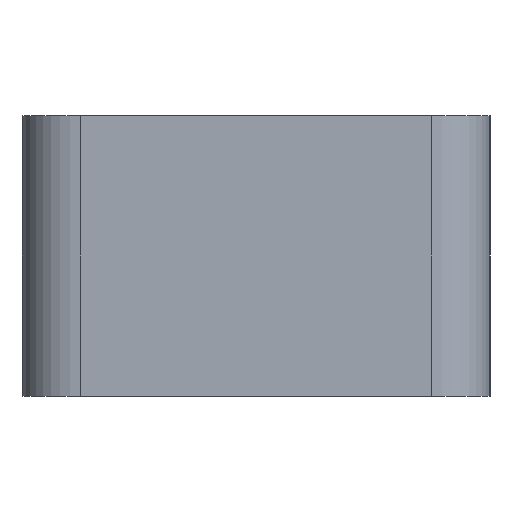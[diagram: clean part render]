
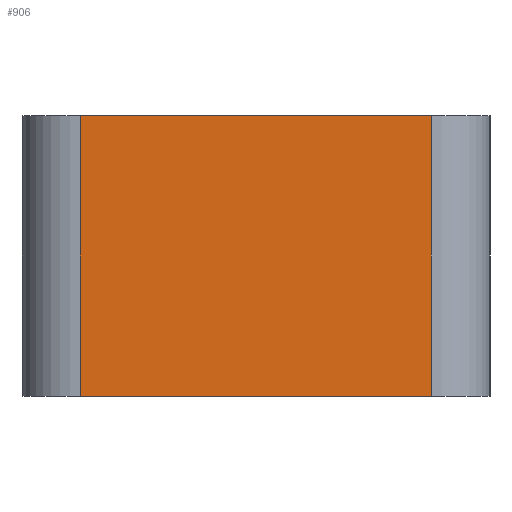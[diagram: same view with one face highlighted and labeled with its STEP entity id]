
A CAD part, left-side view. The second image highlights one B-rep face of the part: STEP entity #906.
In plain terms, the highlighted planar face has unit normal (-1, 0, 0).
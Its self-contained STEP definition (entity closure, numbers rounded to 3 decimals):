
#21 = CARTESIAN_POINT ( 'NONE',  ( -43.2, -7.5, 12. ) ) ;
#35 = EDGE_CURVE ( 'NONE', #553, #1035, #274, .T. ) ;
#132 = EDGE_LOOP ( 'NONE', ( #622, #1052, #1144, #627 ) ) ;
#210 = DIRECTION ( 'NONE',  ( 1., 0., 0. ) ) ;
#262 = CARTESIAN_POINT ( 'NONE',  ( -43.2, -7.5, 0. ) ) ;
#272 = VECTOR ( 'NONE', #1208, 1000. ) ;
#274 = LINE ( 'NONE', #328, #429 ) ;
#285 = EDGE_CURVE ( 'NONE', #1213, #1035, #567, .T. ) ;
#328 = CARTESIAN_POINT ( 'NONE',  ( -43.2, 7.5, 0. ) ) ;
#429 = VECTOR ( 'NONE', #434, 1000. ) ;
#434 = DIRECTION ( 'NONE',  ( 0., -1., 0. ) ) ;
#439 = AXIS2_PLACEMENT_3D ( 'NONE', #1097, #210, #507 ) ;
#507 = DIRECTION ( 'NONE',  ( 0., 0., -1. ) ) ;
#526 = EDGE_CURVE ( 'NONE', #883, #553, #545, .T. ) ;
#539 = CARTESIAN_POINT ( 'NONE',  ( -43.2, 7.5, 12. ) ) ;
#545 = LINE ( 'NONE', #886, #1172 ) ;
#553 = VERTEX_POINT ( 'NONE', #1087 ) ;
#567 = LINE ( 'NONE', #21, #272 ) ;
#613 = VECTOR ( 'NONE', #1118, 1000. ) ;
#622 = ORIENTED_EDGE ( 'NONE', *, *, #35, .T. ) ;
#627 = ORIENTED_EDGE ( 'NONE', *, *, #526, .T. ) ;
#763 = CARTESIAN_POINT ( 'NONE',  ( -43.2, -7.5, 12. ) ) ;
#771 = DIRECTION ( 'NONE',  ( 0., 0., -1. ) ) ;
#873 = FACE_OUTER_BOUND ( 'NONE', #132, .T. ) ;
#883 = VERTEX_POINT ( 'NONE', #998 ) ;
#886 = CARTESIAN_POINT ( 'NONE',  ( -43.2, 7.5, 12. ) ) ;
#906 = ADVANCED_FACE ( 'NONE', ( #873 ), #1001, .F. ) ;
#910 = EDGE_CURVE ( 'NONE', #883, #1213, #931, .T. ) ;
#931 = LINE ( 'NONE', #539, #613 ) ;
#998 = CARTESIAN_POINT ( 'NONE',  ( -43.2, 7.5, 12. ) ) ;
#1001 = PLANE ( 'NONE',  #439 ) ;
#1035 = VERTEX_POINT ( 'NONE', #262 ) ;
#1052 = ORIENTED_EDGE ( 'NONE', *, *, #285, .F. ) ;
#1087 = CARTESIAN_POINT ( 'NONE',  ( -43.2, 7.5, 0. ) ) ;
#1097 = CARTESIAN_POINT ( 'NONE',  ( -43.2, 7.5, 12. ) ) ;
#1118 = DIRECTION ( 'NONE',  ( 0., -1., 0. ) ) ;
#1144 = ORIENTED_EDGE ( 'NONE', *, *, #910, .F. ) ;
#1172 = VECTOR ( 'NONE', #771, 1000. ) ;
#1208 = DIRECTION ( 'NONE',  ( 0., 0., -1. ) ) ;
#1213 = VERTEX_POINT ( 'NONE', #763 ) ;
